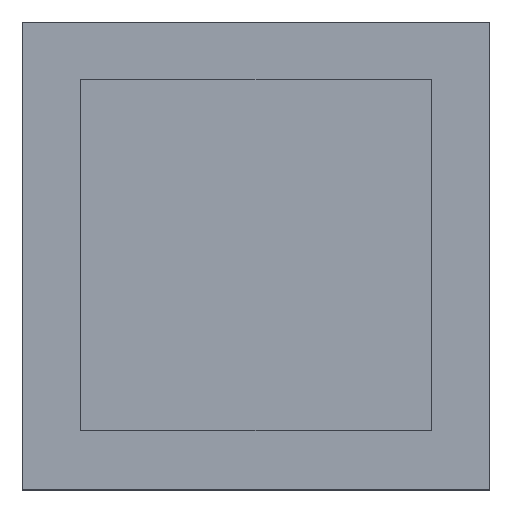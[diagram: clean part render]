
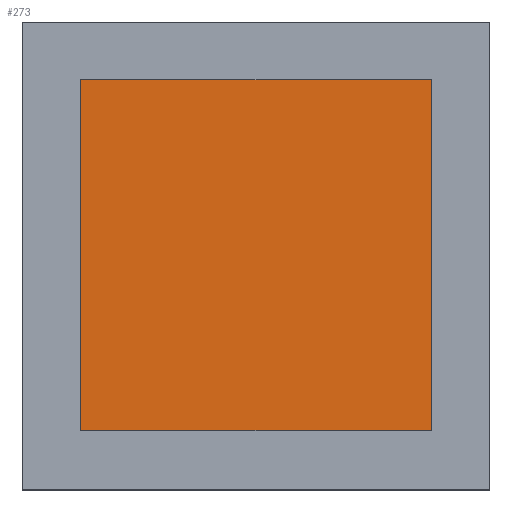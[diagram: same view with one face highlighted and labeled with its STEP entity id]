
A CAD part, top view. The second image highlights one B-rep face of the part: STEP entity #273.
In plain terms, the highlighted planar face has unit normal (0, 0, 1).
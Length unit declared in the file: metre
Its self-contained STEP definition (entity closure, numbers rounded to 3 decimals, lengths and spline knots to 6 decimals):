
#36=ORIENTED_EDGE('',*,*,#100,.F.);
#37=ORIENTED_EDGE('',*,*,#101,.F.);
#38=ORIENTED_EDGE('',*,*,#102,.F.);
#39=ORIENTED_EDGE('',*,*,#103,.F.);
#100=EDGE_CURVE('',#132,#133,#160,.T.);
#101=EDGE_CURVE('',#134,#132,#161,.T.);
#102=EDGE_CURVE('',#135,#134,#162,.T.);
#103=EDGE_CURVE('',#133,#135,#163,.T.);
#132=VERTEX_POINT('',#419);
#133=VERTEX_POINT('',#420);
#134=VERTEX_POINT('',#422);
#135=VERTEX_POINT('',#424);
#160=LINE('',#418,#196);
#161=LINE('',#421,#197);
#162=LINE('',#423,#198);
#163=LINE('',#425,#199);
#196=VECTOR('',#343,1.);
#197=VECTOR('',#344,1.);
#198=VECTOR('',#345,1.);
#199=VECTOR('',#346,1.);
#222=EDGE_LOOP('',(#36,#37,#38,#39));
#240=FACE_BOUND('',#222,.T.);
#257=PLANE('',#302);
#273=ADVANCED_FACE('',(#240),#257,.T.);
#302=AXIS2_PLACEMENT_3D('',#417,#341,#342);
#341=DIRECTION('',(0.,0.,1.));
#342=DIRECTION('',(1.,0.,0.));
#343=DIRECTION('',(0.,-1.,0.));
#344=DIRECTION('',(1.,0.,0.));
#345=DIRECTION('',(0.,1.,0.));
#346=DIRECTION('',(-1.,0.,0.));
#417=CARTESIAN_POINT('',(0.,0.,0.045));
#418=CARTESIAN_POINT('',(0.015,0.015,0.045));
#419=CARTESIAN_POINT('',(0.015,0.015,0.045));
#420=CARTESIAN_POINT('',(0.015,-0.015,0.045));
#421=CARTESIAN_POINT('',(-0.015,0.015,0.045));
#422=CARTESIAN_POINT('',(-0.015,0.015,0.045));
#423=CARTESIAN_POINT('',(-0.015,-0.015,0.045));
#424=CARTESIAN_POINT('',(-0.015,-0.015,0.045));
#425=CARTESIAN_POINT('',(0.015,-0.015,0.045));
